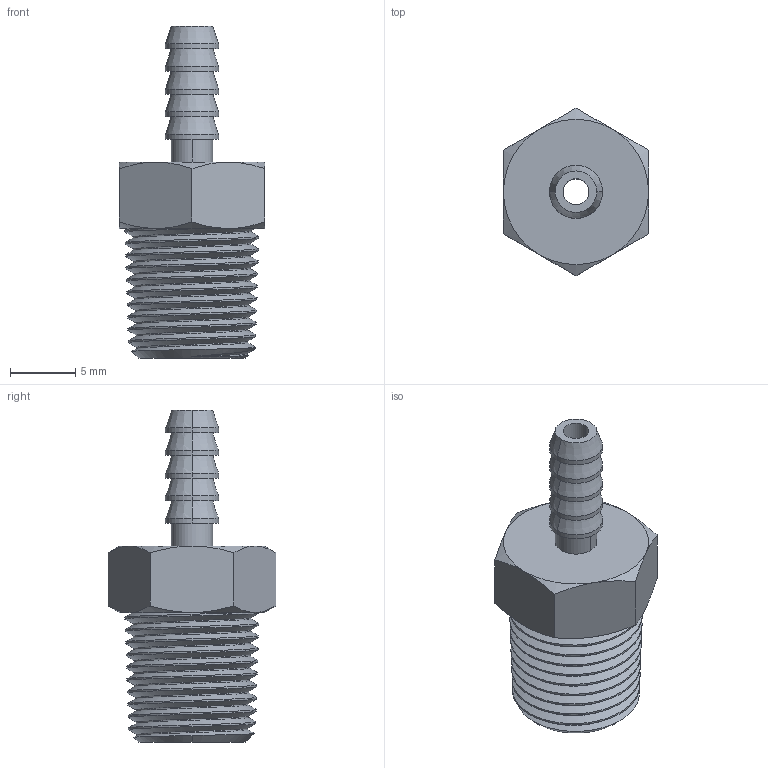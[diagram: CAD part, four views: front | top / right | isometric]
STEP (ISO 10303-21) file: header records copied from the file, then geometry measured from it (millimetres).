
FILE_DESCRIPTION (( 'STEP AP203' ), '1' );
FILE_NAME ('53505K61.step', '2015-06-17T16:03:58', ( '' ), ( '' ), 'SwSTEP 2.0', 'SolidWorks 2010', '' );
FILE_SCHEMA (( 'CONFIG_CONTROL_DESIGN' ));
Length unit declared in the file: inch
Products named in the file (1): 53505K61
Bounding box: 11.11 x 12.83 x 25.4 mm (x, y, z)
Volume: 897 mm3; surface area: 1323.5 mm2
Topology: 1 solids, 1 shells, 84 faces, 196 edges, 121 vertices
Faces by surface type: cone 50, cylinder 16, plane 15, bspline 3
Entity records: 7814 total; most frequent: CARTESIAN_POINT 5925, ORIENTED_EDGE 392, DIRECTION 345, EDGE_CURVE 196, AXIS2_PLACEMENT_3D 143, VERTEX_POINT 121, EDGE_LOOP 93, FACE_OUTER_BOUND 84
